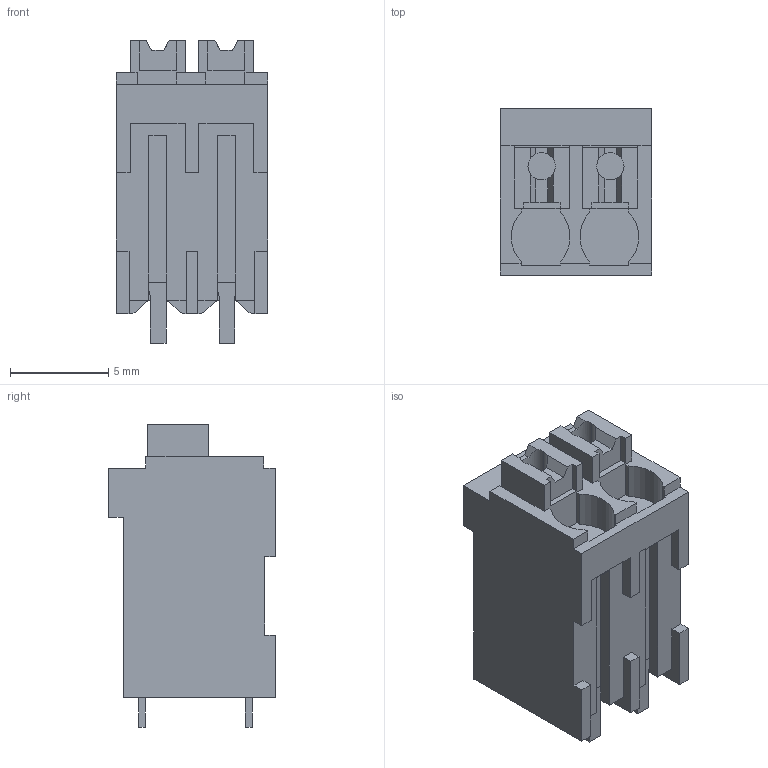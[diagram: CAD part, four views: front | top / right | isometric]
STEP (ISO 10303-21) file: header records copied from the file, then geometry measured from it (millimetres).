
FILE_DESCRIPTION(('CATIA V5 STEP Exchange','CAx-IF Rec.Pracs.--- Model Styling and Organization---1.2---2011-12-15'),'2;1');
FILE_NAME ('D1458030_0_1874490000_1874490000.stp','2018-03-20T04:07:43+00:00',('none'),('Weidmueller'),'CATIA Version 5-6 Release 2014','CATIA V5 STEP AP214','none');
FILE_SCHEMA(('AUTOMOTIVE_DESIGN { 1 0 10303 214 1 1 1 1 }'));
Length unit declared in the file: millimetre
Products named in the file (1): 1874490000
Bounding box: 7.7 x 8.5 x 15.42 mm (x, y, z)
Volume: 614.2 mm3; surface area: 812.7 mm2
Topology: 7 solids, 7 shells, 176 faces, 484 edges, 320 vertices
Faces by surface type: plane 168, cylinder 8
Entity records: 5521 total; most frequent: CARTESIAN_POINT 1072, ORIENTED_EDGE 968, DIRECTION 750, EDGE_CURVE 484, VECTOR 452, LINE 452, VERTEX_POINT 320, EDGE_LOOP 178
